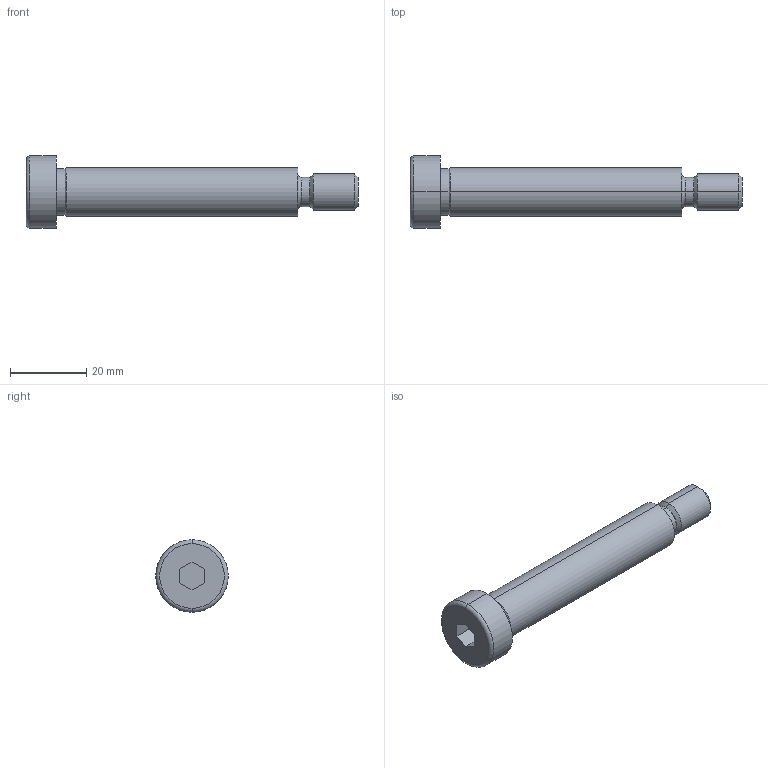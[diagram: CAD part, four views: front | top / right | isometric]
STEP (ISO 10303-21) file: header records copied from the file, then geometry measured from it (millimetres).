
FILE_DESCRIPTION(('starvars output'),'2;1');
FILE_NAME('cv20190208152342000092812.stp','15:23:42 2019/02/08',( 'Thomas Industrial Network Germany GmbH'),( 'Thomas Industrial Network Germany GmbH'),'unknown preprocess','ACIS' ,'unknown authorization');
FILE_SCHEMA(('AUTOMOTIVE_DESIGN_CC2 {UNKNOWN IMPLEMENTATION LEVEL}'));
Length unit declared in the file: millimetre
Products named in the file (1): PRODUCT_ID_2
Bounding box: 87.3 x 19.05 x 19.05 mm (x, y, z)
Volume: 11127.4 mm3; surface area: 4131.5 mm2
Topology: 1 solids, 1 shells, 32 faces, 66 edges, 40 vertices
Faces by surface type: plane 12, cylinder 10, cone 6, torus 4
Entity records: 1075 total; most frequent: ORIENTED_EDGE 132, DIRECTION 118, CARTESIAN_POINT 116, EDGE_CURVE 66, AXIS2_PLACEMENT_3D 42, VERTEX_POINT 40, EDGE_LOOP 36, FACE_BOUND 36
